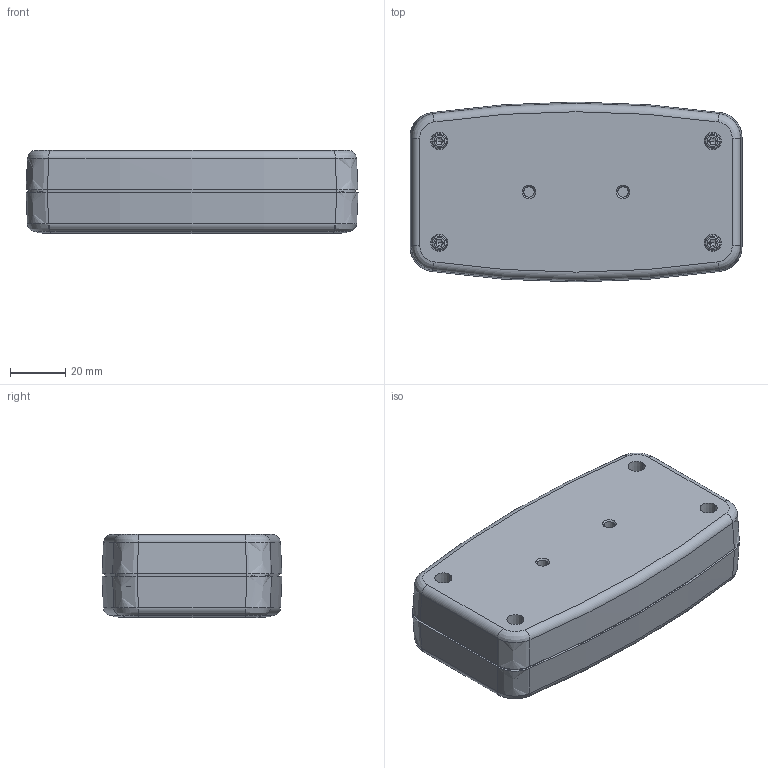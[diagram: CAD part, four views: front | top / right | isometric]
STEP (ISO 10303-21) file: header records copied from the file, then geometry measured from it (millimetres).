
FILE_DESCRIPTION (( 'STEP AP203' ), '1' );
FILE_NAME ('447-800-10.STEP', '2022-06-30T12:32:39', ( '' ), ( '' ), 'SwSTEP 2.0', 'SolidWorks 2018', '' );
FILE_SCHEMA (( 'CONFIG_CONTROL_DESIGN' ));
Length unit declared in the file: millimetre
Products named in the file (5): 447-800-10; 044780002; 044780003; 044780001; 063057404
Assembly tree (7 placements, depth 2):
  447-800-10
    044780002
    044780001
    044780003
    063057404  x4
Bounding box: 120 x 65 x 30 mm (x, y, z)
Volume: 70279.5 mm3; surface area: 61044.2 mm2
Topology: 7 solids, 7 shells, 1133 faces, 2877 edges, 1827 vertices
Faces by surface type: plane 342, bspline 308, cylinder 228, cone 143, torus 110, sphere 2
Entity records: 35887 total; most frequent: CARTESIAN_POINT 14544, ORIENTED_EDGE 4490, DIRECTION 4117, EDGE_CURVE 2245, AXIS2_PLACEMENT_3D 1596, VERTEX_POINT 1419, EDGE_LOOP 994, VECTOR 925
